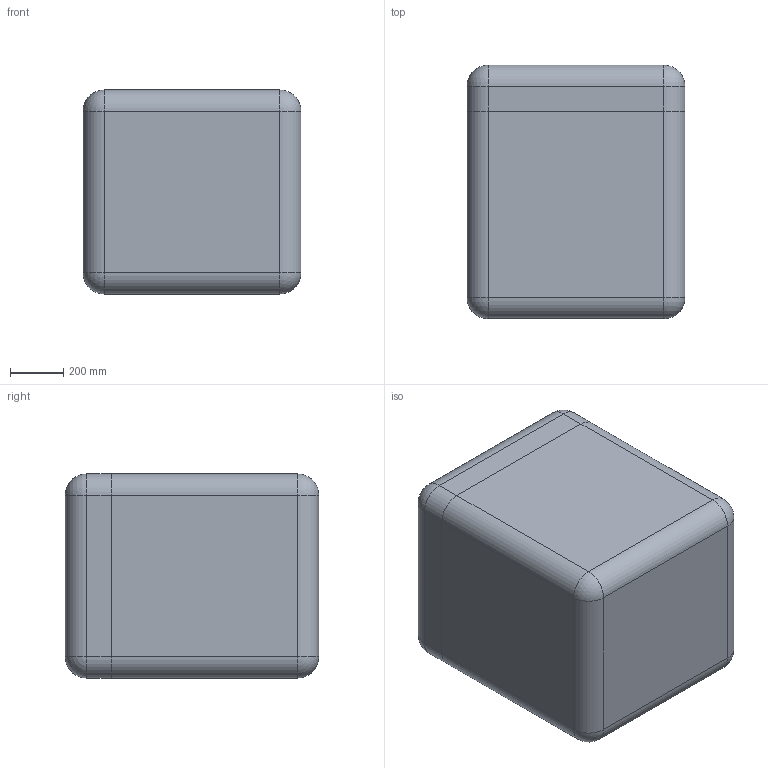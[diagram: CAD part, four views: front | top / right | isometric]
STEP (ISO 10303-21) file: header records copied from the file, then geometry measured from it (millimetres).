
FILE_DESCRIPTION (( 'STEP AP214' ), '1' );
FILE_NAME ('Êîíòåéíåð ÀÄÌÈÐÀË®ÏÐÎÔÅÑÑÈÎÍÀËÜÍÛÅ 116_óïðîùåííàÿ 3D-ìîäåëü.STEP', '2025-08-27T10:53:44', ( '' ), ( '' ), 'SwSTEP 2.0', 'SolidWorks 2021', '' );
FILE_SCHEMA (( 'AUTOMOTIVE_DESIGN' ));
Length unit declared in the file: millimetre
Products named in the file (3): Base 116 óïð; Lid 120 rev2 óïð; Êîíòåéíåð ÀÄÌÈÐÀË®ÏÐÎÔÅÑÑÈÎÍÀËÜÍÛÅ 116_óïðîùåííàÿ 3D-ìîäåëü
Assembly tree (2 placements, depth 2):
  Êîíòåéíåð ÀÄÌÈÐÀË®ÏÐÎÔÅÑÑÈÎÍÀËÜÍÛÅ 116_óïðîùåííàÿ 3D-ìîäåëü
    Lid 120 rev2 óïð
    Base 116 óïð
Bounding box: 819.73 x 952.97 x 767.23 mm (x, y, z)
Volume: 210766041.6 mm3; surface area: 8576658.8 mm2
Topology: 2 solids, 2 shells, 1674 faces, 4180 edges, 2420 vertices
Faces by surface type: cylinder 644, bspline 392, plane 354, torus 220, cone 32, sphere 32
Entity records: 82320 total; most frequent: CARTESIAN_POINT 45717, ORIENTED_EDGE 8136, DIRECTION 7302, EDGE_CURVE 4068, AXIS2_PLACEMENT_3D 2871, VERTEX_POINT 2412, EDGE_LOOP 1684, ADVANCED_FACE 1666
